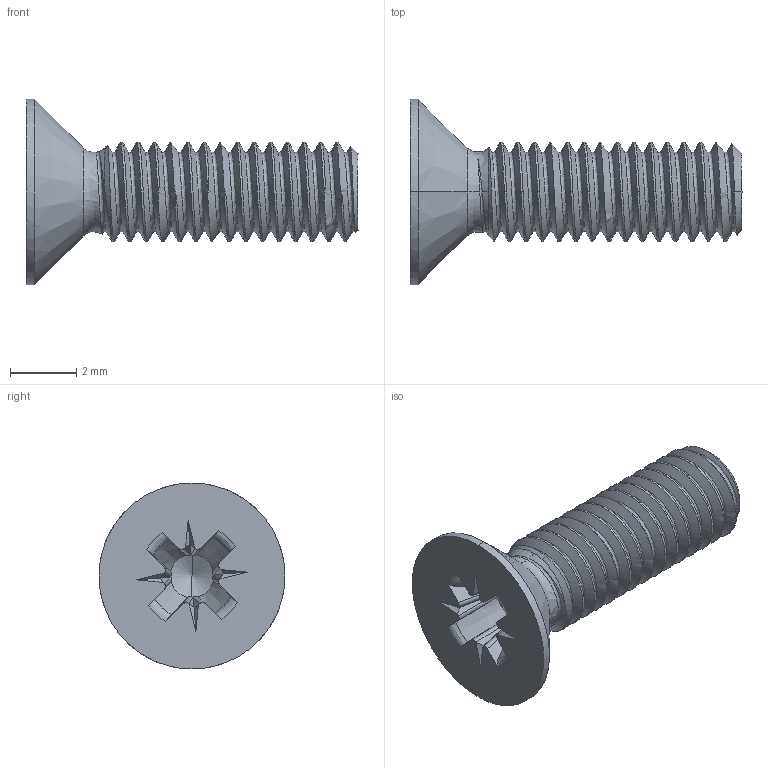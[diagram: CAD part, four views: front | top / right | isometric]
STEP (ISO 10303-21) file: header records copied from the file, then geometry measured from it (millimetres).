
FILE_DESCRIPTION (( 'STEP AP214' ), '1' );
FILE_NAME ('45AFFC45-3251-4C10-9304-57C9EE3C632C.STEP', '2023-02-05T17:38:36', ( '' ), ( '' ), 'SwSTEP 2.0', 'SolidWorks 2022', '' );
FILE_SCHEMA (( 'AUTOMOTIVE_DESIGN' ));
Length unit declared in the file: millimetre
Products named in the file (1): 45AFFC45-3251-4C10-9304-57C9EE3C632C
Bounding box: 10 x 5.6 x 5.6 mm (x, y, z)
Volume: 67.9 mm3; surface area: 181.4 mm2
Topology: 1 solids, 1 shells, 88 faces, 266 edges, 179 vertices
Faces by surface type: cylinder 39, plane 26, bspline 12, cone 11
Entity records: 13465 total; most frequent: CARTESIAN_POINT 11379, ORIENTED_EDGE 528, DIRECTION 283, EDGE_CURVE 264, VERTEX_POINT 179, B_SPLINE_CURVE_WITH_KNOTS 148, VECTOR 95, LINE 95
